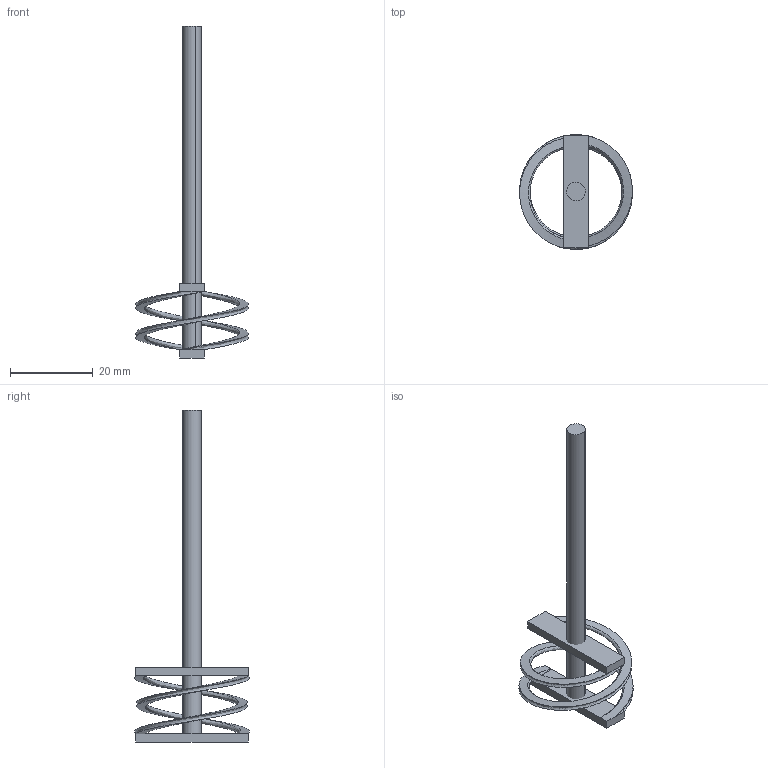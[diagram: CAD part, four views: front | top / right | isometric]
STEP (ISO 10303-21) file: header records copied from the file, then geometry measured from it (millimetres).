
FILE_DESCRIPTION (( 'STEP AP203' ), '1' );
FILE_NAME ('Double-helical ribon - Oposite v2.0 - Tiffany.STEP', '2021-12-13T14:38:50', ( '' ), ( '' ), 'SwSTEP 2.0', 'SolidWorks 2020', '' );
FILE_SCHEMA (( 'CONFIG_CONTROL_DESIGN' ));
Length unit declared in the file: inch
Products named in the file (4): transversale tiffany; Double-helical ribon - Oposite v2.0 - Tiffany; gauche vers droite 1 4cm tiffany; Rod milieu Tiffany
Assembly tree (5 placements, depth 2):
  Double-helical ribon - Oposite v2.0 - Tiffany
    transversale tiffany  x2
    Rod milieu Tiffany
    gauche vers droite 1 4cm tiffany  x2
Bounding box: 27.17 x 27.64 x 80 mm (x, y, z)
Volume: 2302.4 mm3; surface area: 3236.3 mm2
Topology: 5 solids, 5 shells, 34 faces, 66 edges, 44 vertices
Faces by surface type: plane 20, bspline 8, cylinder 6
Entity records: 1372 total; most frequent: CARTESIAN_POINT 523, DIRECTION 86, ORIENTED_EDGE 72, PERSON_AND_ORGANIZATION 37, EDGE_CURVE 36, AXIS2_PLACEMENT_3D 31, LOCAL_TIME 30, DATE_AND_TIME 30
